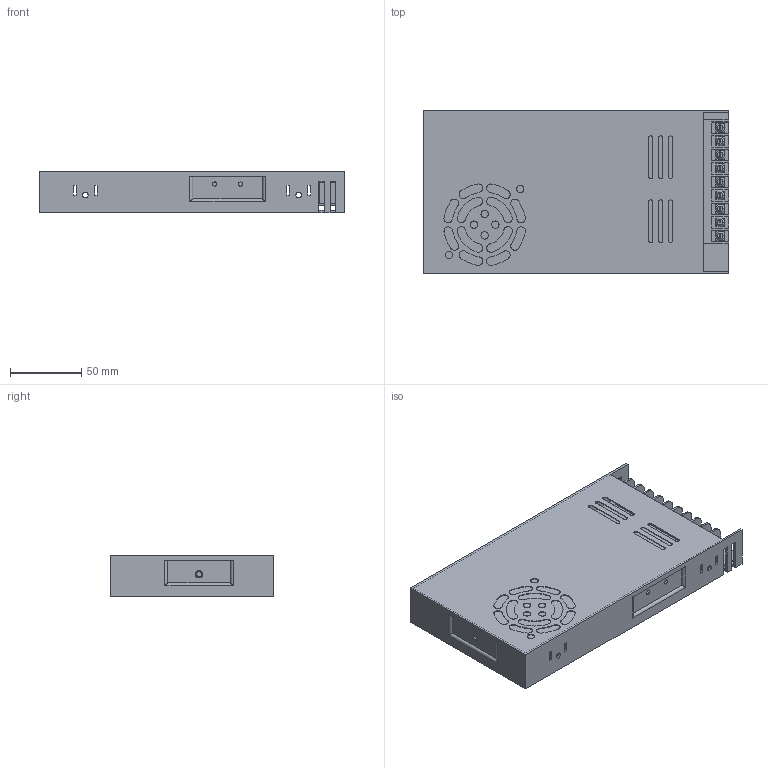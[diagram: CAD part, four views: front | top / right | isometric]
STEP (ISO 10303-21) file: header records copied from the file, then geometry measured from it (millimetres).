
FILE_DESCRIPTION (( 'STEP AP214' ), '1' );
FILE_NAME ('F635LSM-9.5-9P.STEP', '2025-03-31T06:47:09', ( '' ), ( '' ), 'SwSTEP 2.0', 'SolidWorks 2020', '' );
FILE_SCHEMA (( 'AUTOMOTIVE_DESIGN' ));
Length unit declared in the file: millimetre
Products named in the file (1): F635LSM-9.5-9P
Bounding box: 215 x 115 x 29.4 mm (x, y, z)
Volume: 115084.9 mm3; surface area: 171989 mm2
Topology: 1 solids, 1 shells, 434 faces, 1230 edges, 814 vertices
Faces by surface type: plane 249, cylinder 165, torus 20
Entity records: 14493 total; most frequent: CARTESIAN_POINT 2780, ORIENTED_EDGE 2460, DIRECTION 2382, EDGE_CURVE 1230, VERTEX_POINT 814, VECTOR 804, LINE 804, AXIS2_PLACEMENT_3D 789
